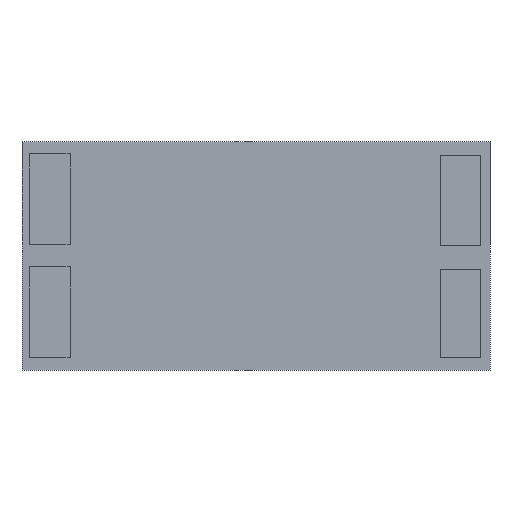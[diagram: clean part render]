
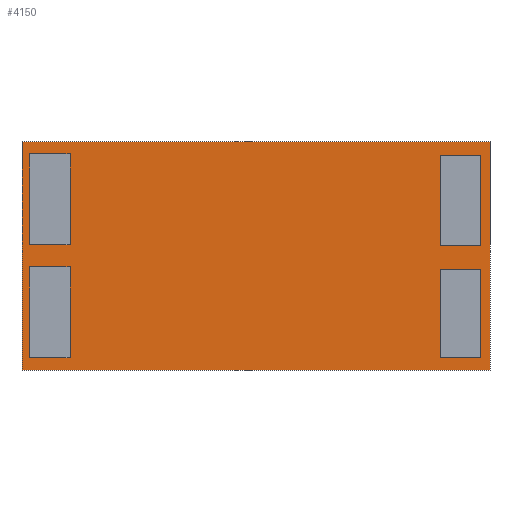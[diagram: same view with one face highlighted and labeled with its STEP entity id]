
A CAD part, front view. The second image highlights one B-rep face of the part: STEP entity #4150.
In plain terms, the highlighted planar face has unit normal (0, -1, 0).
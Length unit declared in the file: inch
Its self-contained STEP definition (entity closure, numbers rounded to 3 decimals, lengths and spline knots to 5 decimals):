
#70=FACE_OUTER_BOUND('',#284,.T.);
#284=EDGE_LOOP('',(#2751,#2752,#2753,#2754));
#533=LINE('',#5626,#1133);
#537=LINE('',#5634,#1137);
#540=LINE('',#5640,#1140);
#543=LINE('',#5645,#1143);
#1133=VECTOR('',#4596,0.3937);
#1137=VECTOR('',#4602,0.3937);
#1140=VECTOR('',#4607,0.3937);
#1143=VECTOR('',#4612,0.3937);
#1733=VERTEX_POINT('',#5624);
#1734=VERTEX_POINT('',#5625);
#1737=VERTEX_POINT('',#5633);
#1739=VERTEX_POINT('',#5639);
#2131=EDGE_CURVE('',#1733,#1734,#533,.T.);
#2135=EDGE_CURVE('',#1734,#1737,#537,.T.);
#2138=EDGE_CURVE('',#1737,#1739,#540,.T.);
#2141=EDGE_CURVE('',#1739,#1733,#543,.T.);
#2751=ORIENTED_EDGE('',*,*,#2141,.T.);
#2752=ORIENTED_EDGE('',*,*,#2131,.T.);
#2753=ORIENTED_EDGE('',*,*,#2135,.T.);
#2754=ORIENTED_EDGE('',*,*,#2138,.T.);
#3936=PLANE('',#4383);
#4150=ADVANCED_FACE('',(#70),#3936,.F.);
#4383=AXIS2_PLACEMENT_3D('',#5648,#4616,#4617);
#4596=DIRECTION('',(0.,0.,1.));
#4602=DIRECTION('',(-1.,0.,0.));
#4607=DIRECTION('',(0.,0.,-1.));
#4612=DIRECTION('',(1.,0.,0.));
#4616=DIRECTION('center_axis',(0.,1.,0.));
#4617=DIRECTION('ref_axis',(1.,0.,0.));
#5624=CARTESIAN_POINT('',(2.925,0.,-1.425));
#5625=CARTESIAN_POINT('',(2.925,0.,1.425));
#5626=CARTESIAN_POINT('',(2.925,0.,-1.425));
#5633=CARTESIAN_POINT('',(-2.925,0.,1.425));
#5634=CARTESIAN_POINT('',(2.925,0.,1.425));
#5639=CARTESIAN_POINT('',(-2.925,0.,-1.425));
#5640=CARTESIAN_POINT('',(-2.925,0.,1.425));
#5645=CARTESIAN_POINT('',(-2.925,0.,-1.425));
#5648=CARTESIAN_POINT('Origin',(0.,0.,0.));
